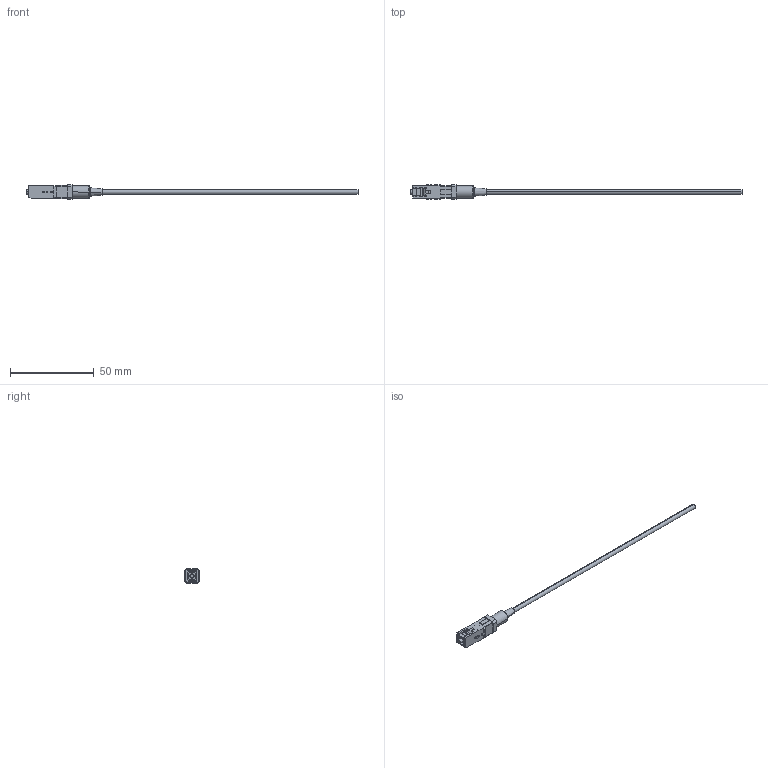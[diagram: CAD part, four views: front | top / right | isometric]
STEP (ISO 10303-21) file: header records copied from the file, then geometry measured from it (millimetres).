
FILE_DESCRIPTION (( 'STEP AP203' ), '1' );
FILE_NAME ('FPT9SNG-SC.STEP', '2011-07-05T12:54:03', ( 'x' ), ( 'Microsoft' ), 'SwSTEP 2.0', 'SolidWorks 2010', '' );
FILE_SCHEMA (( 'CONFIG_CONTROL_DESIGN' ));
Length unit declared in the file: inch
Products named in the file (7): CONN-95-200-08-BP3B MA2; FPT9SNG-SC; 1AL06-096; CONN-95-200-08-BP3B_900u BOOT; CONN-95-200-08-BP3B MA1; CONN-95-200-08-BP3B MA4; 1AY07-039
Assembly tree (6 placements, depth 3):
  FPT9SNG-SC
    1AL06-096
    CONN-95-200-08-BP3B_900u BOOT
      1AY07-039
      CONN-95-200-08-BP3B MA1
      CONN-95-200-08-BP3B MA4
      CONN-95-200-08-BP3B MA2
Bounding box: 197.66 x 8.89 x 8.89 mm (x, y, z)
Volume: 2386.4 mm3; surface area: 4671.9 mm2
Topology: 5 solids, 5 shells, 209 faces, 559 edges, 364 vertices
Faces by surface type: plane 167, cylinder 28, torus 8, cone 6
Entity records: 7242 total; most frequent: CARTESIAN_POINT 1182, ORIENTED_EDGE 1118, DIRECTION 1075, EDGE_CURVE 559, VECTOR 469, LINE 469, VERTEX_POINT 364, AXIS2_PLACEMENT_3D 303
